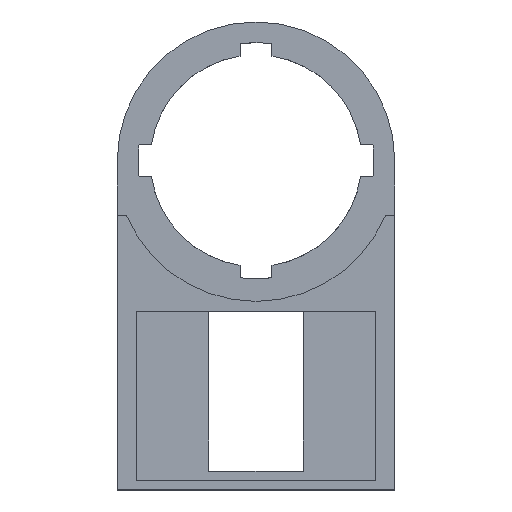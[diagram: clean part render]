
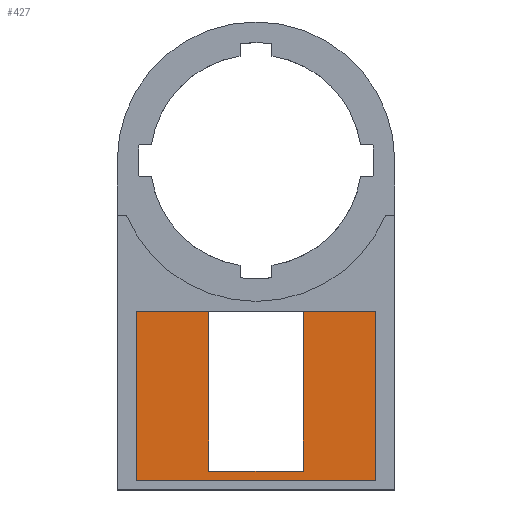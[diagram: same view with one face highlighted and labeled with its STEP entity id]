
A CAD part, top view. The second image highlights one B-rep face of the part: STEP entity #427.
In plain terms, the highlighted planar face has unit normal (0, 0, 1).
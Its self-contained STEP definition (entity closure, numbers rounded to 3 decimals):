
#366=AXIS2_PLACEMENT_3D('Plane Axis2P3D',#363,#364,#365) ;
#41=CARTESIAN_POINT('Vertex',(19.75,2.,0.8)) ;
#57=CARTESIAN_POINT('Vertex',(9.75,2.,0.8)) ;
#60=CARTESIAN_POINT('Line Origine',(14.75,2.,0.8)) ;
#77=CARTESIAN_POINT('Line Origine',(19.75,10.5,0.8)) ;
#81=CARTESIAN_POINT('Vertex',(19.75,19.,0.8)) ;
#348=CARTESIAN_POINT('Vertex',(9.75,19.,0.8)) ;
#351=CARTESIAN_POINT('Line Origine',(9.75,10.5,0.8)) ;
#363=CARTESIAN_POINT('Axis2P3D Location',(14.75,35.,0.8)) ;
#368=CARTESIAN_POINT('Line Origine',(14.75,1.,0.8)) ;
#372=CARTESIAN_POINT('Vertex',(9.75,1.,0.8)) ;
#374=CARTESIAN_POINT('Vertex',(19.75,1.,0.8)) ;
#377=CARTESIAN_POINT('Line Origine',(24.125,1.,0.8)) ;
#381=CARTESIAN_POINT('Vertex',(28.5,1.,0.8)) ;
#384=CARTESIAN_POINT('Line Origine',(28.5,10.,0.8)) ;
#388=CARTESIAN_POINT('Vertex',(28.5,19.,0.8)) ;
#391=CARTESIAN_POINT('Line Origine',(24.125,19.,0.8)) ;
#396=CARTESIAN_POINT('Line Origine',(5.375,19.,0.8)) ;
#400=CARTESIAN_POINT('Vertex',(1.,19.,0.8)) ;
#403=CARTESIAN_POINT('Line Origine',(1.,10.,0.8)) ;
#407=CARTESIAN_POINT('Vertex',(1.,1.,0.8)) ;
#410=CARTESIAN_POINT('Line Origine',(5.375,1.,0.8)) ;
#61=DIRECTION('Vector Direction',(-1.,0.,0.)) ;
#78=DIRECTION('Vector Direction',(0.,-1.,0.)) ;
#352=DIRECTION('Vector Direction',(0.,-1.,0.)) ;
#364=DIRECTION('Axis2P3D Direction',(0.,0.,1.)) ;
#365=DIRECTION('Axis2P3D XDirection',(1.,0.,0.)) ;
#369=DIRECTION('Vector Direction',(-1.,0.,0.)) ;
#378=DIRECTION('Vector Direction',(1.,0.,0.)) ;
#385=DIRECTION('Vector Direction',(0.,-1.,0.)) ;
#392=DIRECTION('Vector Direction',(1.,0.,0.)) ;
#397=DIRECTION('Vector Direction',(-1.,0.,0.)) ;
#404=DIRECTION('Vector Direction',(0.,-1.,0.)) ;
#411=DIRECTION('Vector Direction',(-1.,0.,0.)) ;
#62=VECTOR('Line Direction',#61,1.) ;
#79=VECTOR('Line Direction',#78,1.) ;
#353=VECTOR('Line Direction',#352,1.) ;
#370=VECTOR('Line Direction',#369,1.) ;
#379=VECTOR('Line Direction',#378,1.) ;
#386=VECTOR('Line Direction',#385,1.) ;
#393=VECTOR('Line Direction',#392,1.) ;
#398=VECTOR('Line Direction',#397,1.) ;
#405=VECTOR('Line Direction',#404,1.) ;
#412=VECTOR('Line Direction',#411,1.) ;
#416=ORIENTED_EDGE('',*,*,#376,.T.) ;
#417=ORIENTED_EDGE('',*,*,#383,.F.) ;
#418=ORIENTED_EDGE('',*,*,#390,.F.) ;
#419=ORIENTED_EDGE('',*,*,#395,.T.) ;
#420=ORIENTED_EDGE('',*,*,#83,.T.) ;
#421=ORIENTED_EDGE('',*,*,#64,.F.) ;
#422=ORIENTED_EDGE('',*,*,#355,.F.) ;
#423=ORIENTED_EDGE('',*,*,#402,.T.) ;
#424=ORIENTED_EDGE('',*,*,#409,.T.) ;
#425=ORIENTED_EDGE('',*,*,#414,.F.) ;
#427=ADVANCED_FACE('S3D - GEDREHT',(#426),#367,.T.) ;
#64=EDGE_CURVE('',#58,#42,#63,.F.) ;
#83=EDGE_CURVE('',#82,#42,#80,.T.) ;
#355=EDGE_CURVE('',#349,#58,#354,.T.) ;
#376=EDGE_CURVE('',#373,#375,#371,.F.) ;
#383=EDGE_CURVE('',#382,#375,#380,.F.) ;
#390=EDGE_CURVE('',#389,#382,#387,.T.) ;
#395=EDGE_CURVE('',#389,#82,#394,.F.) ;
#402=EDGE_CURVE('',#349,#401,#399,.T.) ;
#409=EDGE_CURVE('',#401,#408,#406,.T.) ;
#414=EDGE_CURVE('',#373,#408,#413,.T.) ;
#415=EDGE_LOOP('',(#416,#417,#418,#419,#420,#421,#422,#423,#424,#425)) ;
#426=FACE_OUTER_BOUND('',#415,.T.) ;
#63=LINE('Line',#60,#62) ;
#80=LINE('Line',#77,#79) ;
#354=LINE('Line',#351,#353) ;
#371=LINE('Line',#368,#370) ;
#380=LINE('Line',#377,#379) ;
#387=LINE('Line',#384,#386) ;
#394=LINE('Line',#391,#393) ;
#399=LINE('Line',#396,#398) ;
#406=LINE('Line',#403,#405) ;
#413=LINE('Line',#410,#412) ;
#367=PLANE('',#366) ;
#42=VERTEX_POINT('',#41) ;
#58=VERTEX_POINT('',#57) ;
#82=VERTEX_POINT('',#81) ;
#349=VERTEX_POINT('',#348) ;
#373=VERTEX_POINT('',#372) ;
#375=VERTEX_POINT('',#374) ;
#382=VERTEX_POINT('',#381) ;
#389=VERTEX_POINT('',#388) ;
#401=VERTEX_POINT('',#400) ;
#408=VERTEX_POINT('',#407) ;
